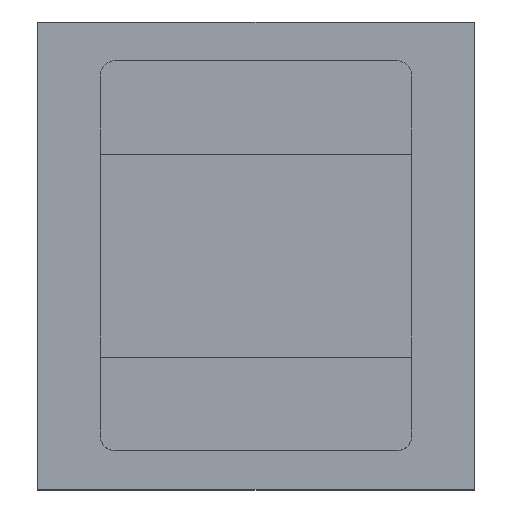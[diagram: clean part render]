
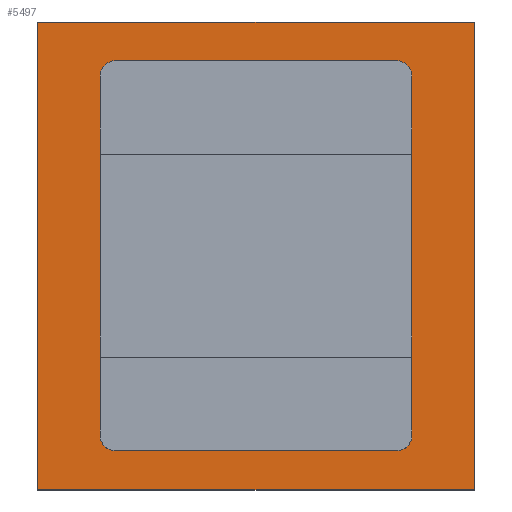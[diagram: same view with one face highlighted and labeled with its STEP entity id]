
A CAD part, top view. The second image highlights one B-rep face of the part: STEP entity #5497.
In plain terms, the highlighted face is planar.
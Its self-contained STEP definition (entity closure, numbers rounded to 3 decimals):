
#5370=DIRECTION('',(0.,0.,1.));
#5371=VECTOR('',#5370,3.);
#5372=CARTESIAN_POINT('',(-1.4,0.385,-1.5));
#5373=LINE('',#5372,#5371);
#5377=DIRECTION('',(-1.,0.,0.));
#5378=VECTOR('',#5377,2.8);
#5379=CARTESIAN_POINT('',(1.4,0.385,-1.5));
#5380=LINE('',#5379,#5378);
#5384=DIRECTION('',(0.,0.,-1.));
#5385=VECTOR('',#5384,3.);
#5386=CARTESIAN_POINT('',(1.4,0.385,1.5));
#5387=LINE('',#5386,#5385);
#5391=DIRECTION('',(1.,0.,0.));
#5392=VECTOR('',#5391,2.8);
#5393=CARTESIAN_POINT('',(-1.4,0.385,1.5));
#5394=LINE('',#5393,#5392);
#5406=CARTESIAN_POINT('',(-1.4,0.385,-1.5));
#5407=CARTESIAN_POINT('',(-1.4,0.385,1.5));
#5408=VERTEX_POINT('',#5406);
#5409=VERTEX_POINT('',#5407);
#5410=CARTESIAN_POINT('',(1.4,0.385,1.5));
#5411=VERTEX_POINT('',#5410);
#5412=CARTESIAN_POINT('',(1.4,0.385,-1.5));
#5413=VERTEX_POINT('',#5412);
#5486=CARTESIAN_POINT('',(0.,0.385,0.));
#5487=DIRECTION('',(0.,1.,0.));
#5488=DIRECTION('',(1.,0.,0.));
#5489=AXIS2_PLACEMENT_3D('',#5486,#5487,#5488);
#5490=PLANE('',#5489);
#5491=ORIENTED_EDGE('',*,*,#5438,.F.);
#5492=ORIENTED_EDGE('',*,*,#5453,.F.);
#5493=ORIENTED_EDGE('',*,*,#5467,.F.);
#5494=ORIENTED_EDGE('',*,*,#5480,.F.);
#5495=EDGE_LOOP('',(#5491,#5492,#5493,#5494));
#5496=FACE_OUTER_BOUND('',#5495,.F.);
#5497=ADVANCED_FACE('',(#5496),#5490,.T.);
#5438=EDGE_CURVE('',#5408,#5409,#5373,.T.);
#5453=EDGE_CURVE('',#5413,#5408,#5380,.T.);
#5467=EDGE_CURVE('',#5411,#5413,#5387,.T.);
#5480=EDGE_CURVE('',#5409,#5411,#5394,.T.);
